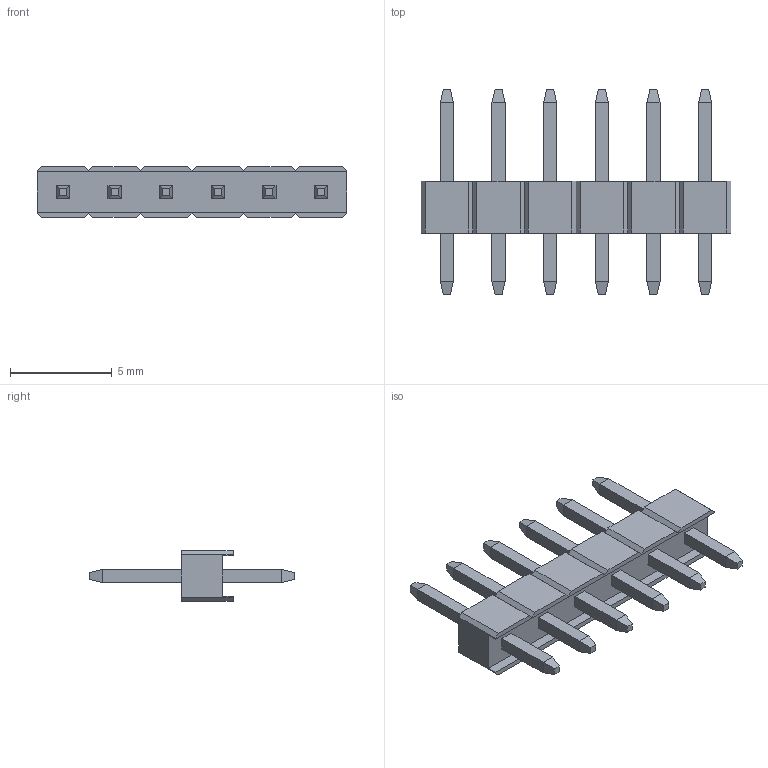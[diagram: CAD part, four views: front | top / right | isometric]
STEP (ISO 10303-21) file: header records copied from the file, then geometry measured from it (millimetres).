
FILE_DESCRIPTION( ( 'STEP AP214' ), '1' );
FILE_NAME( 'BG030-06-A-0400-0300-N-G.stp', '2020-01-01T17:52:16', ( '' ), ( '' ), ' ', 'PARTsolutions', ' ' );
FILE_SCHEMA( ( 'AUTOMOTIVE_DESIGN { 1 0 10303 214 1 1 1 1 }' ) );
Length unit declared in the file: millimetre
Products named in the file (3): BG030-06-A-0400-0300-N-G; _BG030-06-A-0450-0300-N-G_H; _BG030-06-A-0450-0300-N-G_P
Assembly tree (7 placements, depth 2):
  BG030-06-A-0400-0300-N-G
    _BG030-06-A-0450-0300-N-G_H
    _BG030-06-A-0450-0300-N-G_P  x6
Bounding box: 15.24 x 10.04 x 2.5 mm (x, y, z)
Volume: 98.7 mm3; surface area: 359.5 mm2
Topology: 7 solids, 7 shells, 152 faces, 366 edges, 228 vertices
Faces by surface type: plane 152
Entity records: 3320 total; most frequent: CARTESIAN_POINT 464, ORIENTED_EDGE 452, DIRECTION 406, EDGE_CURVE 226, LINE 226, VECTOR 226, VERTEX_POINT 148, EDGE_LOOP 94
